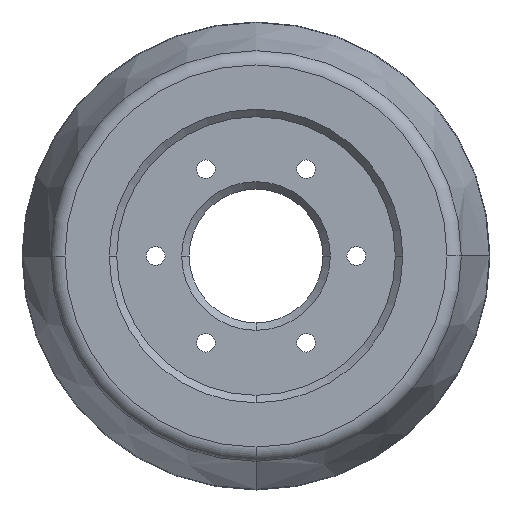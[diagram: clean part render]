
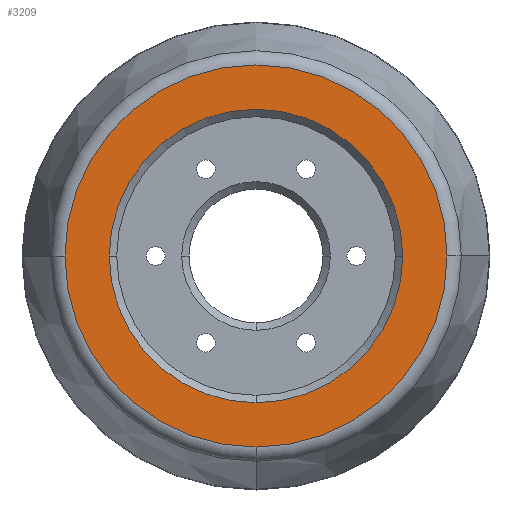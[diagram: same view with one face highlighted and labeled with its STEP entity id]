
A CAD part, front view. The second image highlights one B-rep face of the part: STEP entity #3209.
In plain terms, the highlighted planar face has unit normal (0, -1, 0).
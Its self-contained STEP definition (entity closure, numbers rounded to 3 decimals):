
#85 = AXIS2_PLACEMENT_3D ( 'NONE', #3442, #300, #2688 ) ;
#148 = CARTESIAN_POINT ( 'NONE',  ( -5.04, -4.655, -0.005 ) ) ;
#194 = CARTESIAN_POINT ( 'NONE',  ( -30.76, -4.655, -25.725 ) ) ;
#299 = CARTESIAN_POINT ( 'NONE',  ( -11.01, -4.655, -0.005 ) ) ;
#300 = DIRECTION ( 'NONE',  ( 0., -1., 0. ) ) ;
#508 = AXIS2_PLACEMENT_3D ( 'NONE', #1965, #981, #2373 ) ;
#566 = DIRECTION ( 'NONE',  ( 0., 0., -1. ) ) ;
#915 = CARTESIAN_POINT ( 'NONE',  ( -30.76, -4.655, -0.005 ) ) ;
#981 = DIRECTION ( 'NONE',  ( 0., 1., 0. ) ) ;
#1003 = ORIENTED_EDGE ( 'NONE', *, *, #4442, .T. ) ;
#1213 = CARTESIAN_POINT ( 'NONE',  ( -50.51, -4.655, -0.005 ) ) ;
#1220 = DIRECTION ( 'NONE',  ( 0., 0., -1. ) ) ;
#1294 = EDGE_LOOP ( 'NONE', ( #3335, #4337, #2116 ) ) ;
#1297 = PLANE ( 'NONE',  #85 ) ;
#1306 = CARTESIAN_POINT ( 'NONE',  ( -30.76, -4.655, -0.005 ) ) ;
#1497 = EDGE_CURVE ( 'NONE', #3107, #1997, #2052, .T. ) ;
#1502 = EDGE_CURVE ( 'NONE', #2286, #4343, #2857, .T. ) ;
#1564 = CARTESIAN_POINT ( 'NONE',  ( -30.76, -4.655, -19.755 ) ) ;
#1614 = EDGE_CURVE ( 'NONE', #4343, #2709, #1756, .T. ) ;
#1756 = CIRCLE ( 'NONE', #2707, 19.75 ) ;
#1848 = ORIENTED_EDGE ( 'NONE', *, *, #1502, .T. ) ;
#1965 = CARTESIAN_POINT ( 'NONE',  ( -30.76, -4.655, -0.005 ) ) ;
#1997 = VERTEX_POINT ( 'NONE', #148 ) ;
#2029 = EDGE_LOOP ( 'NONE', ( #1003, #1848, #4139 ) ) ;
#2052 = CIRCLE ( 'NONE', #4441, 25.72 ) ;
#2105 = AXIS2_PLACEMENT_3D ( 'NONE', #4406, #2680, #4113 ) ;
#2116 = ORIENTED_EDGE ( 'NONE', *, *, #2392, .T. ) ;
#2225 = DIRECTION ( 'NONE',  ( 0., -1., 0. ) ) ;
#2286 = VERTEX_POINT ( 'NONE', #299 ) ;
#2354 = VERTEX_POINT ( 'NONE', #3597 ) ;
#2373 = DIRECTION ( 'NONE',  ( 1., 0., 0. ) ) ;
#2392 = EDGE_CURVE ( 'NONE', #1997, #2354, #2788, .T. ) ;
#2569 = AXIS2_PLACEMENT_3D ( 'NONE', #3208, #2225, #2570 ) ;
#2570 = DIRECTION ( 'NONE',  ( 0., 0., -1. ) ) ;
#2680 = DIRECTION ( 'NONE',  ( 0., 1., 0. ) ) ;
#2688 = DIRECTION ( 'NONE',  ( 0., 0., -1. ) ) ;
#2707 = AXIS2_PLACEMENT_3D ( 'NONE', #4508, #3886, #3862 ) ;
#2709 = VERTEX_POINT ( 'NONE', #1213 ) ;
#2735 = FACE_BOUND ( 'NONE', #2029, .T. ) ;
#2745 = DIRECTION ( 'NONE',  ( 0., -1., 0. ) ) ;
#2788 = CIRCLE ( 'NONE', #2569, 25.72 ) ;
#2857 = CIRCLE ( 'NONE', #508, 19.75 ) ;
#2899 = AXIS2_PLACEMENT_3D ( 'NONE', #1306, #4089, #1220 ) ;
#3107 = VERTEX_POINT ( 'NONE', #194 ) ;
#3190 = CIRCLE ( 'NONE', #2899, 25.72 ) ;
#3208 = CARTESIAN_POINT ( 'NONE',  ( -30.76, -4.655, -0.005 ) ) ;
#3209 = ADVANCED_FACE ( 'NONE', ( #3693, #2735 ), #1297, .T. ) ;
#3335 = ORIENTED_EDGE ( 'NONE', *, *, #3980, .T. ) ;
#3442 = CARTESIAN_POINT ( 'NONE',  ( -30.76, -4.655, -0.005 ) ) ;
#3482 = CIRCLE ( 'NONE', #2105, 19.75 ) ;
#3597 = CARTESIAN_POINT ( 'NONE',  ( -56.48, -4.655, -0.005 ) ) ;
#3693 = FACE_OUTER_BOUND ( 'NONE', #1294, .T. ) ;
#3862 = DIRECTION ( 'NONE',  ( 1., 0., 0. ) ) ;
#3886 = DIRECTION ( 'NONE',  ( 0., 1., 0. ) ) ;
#3980 = EDGE_CURVE ( 'NONE', #2354, #3107, #3190, .T. ) ;
#4089 = DIRECTION ( 'NONE',  ( 0., -1., 0. ) ) ;
#4113 = DIRECTION ( 'NONE',  ( -1., 0., 0. ) ) ;
#4139 = ORIENTED_EDGE ( 'NONE', *, *, #1614, .T. ) ;
#4337 = ORIENTED_EDGE ( 'NONE', *, *, #1497, .T. ) ;
#4343 = VERTEX_POINT ( 'NONE', #1564 ) ;
#4406 = CARTESIAN_POINT ( 'NONE',  ( -30.76, -4.655, -0.005 ) ) ;
#4441 = AXIS2_PLACEMENT_3D ( 'NONE', #915, #2745, #566 ) ;
#4442 = EDGE_CURVE ( 'NONE', #2709, #2286, #3482, .T. ) ;
#4508 = CARTESIAN_POINT ( 'NONE',  ( -30.76, -4.655, -0.005 ) ) ;
